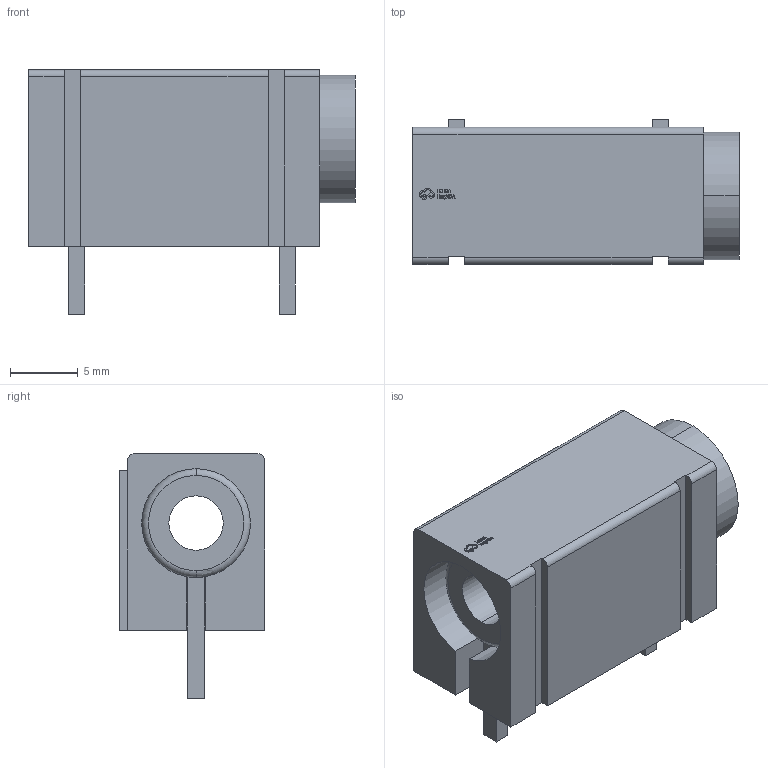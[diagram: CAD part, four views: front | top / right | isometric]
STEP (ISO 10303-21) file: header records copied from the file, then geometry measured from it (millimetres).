
FILE_DESCRIPTION (( 'STEP AP214' ), '1' );
FILE_NAME ('AUDIO-TH_24.243.1.STEP', '2023-10-18T11:23:26', ( '' ), ( '' ), 'SwSTEP 2.0', 'SolidWorks 2020', '' );
FILE_SCHEMA (( 'AUTOMOTIVE_DESIGN' ));
Length unit declared in the file: millimetre
Products named in the file (1): AUDIO-TH_24.243.1
Bounding box: 24 x 10.7 x 18.01 mm (x, y, z)
Volume: 2596.4 mm3; surface area: 1777.9 mm2
Topology: 1 solids, 1 shells, 278 faces, 757 edges, 502 vertices
Faces by surface type: plane 164, bspline 98, cylinder 12, cone 2, torus 2
Entity records: 12317 total; most frequent: CARTESIAN_POINT 2844, ORIENTED_EDGE 1514, DIRECTION 951, EDGE_CURVE 757, LINE 525, VECTOR 525, VERTEX_POINT 502, EDGE_LOOP 301
